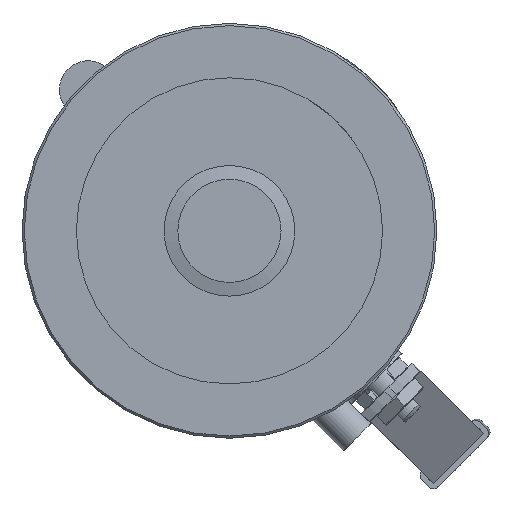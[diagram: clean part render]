
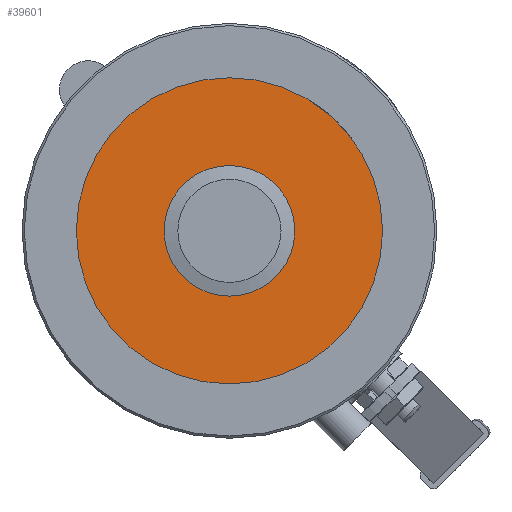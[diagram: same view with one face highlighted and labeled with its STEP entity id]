
A CAD part, front view. The second image highlights one B-rep face of the part: STEP entity #39601.
In plain terms, the highlighted planar face has unit normal (0, -1, 0).
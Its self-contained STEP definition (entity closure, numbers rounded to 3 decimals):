
#339 = CARTESIAN_POINT ( 'NONE',  ( 0., 23.016, 0. ) ) ;
#12668 = DIRECTION ( 'NONE',  ( 0., -1., 0. ) ) ;
#12961 = DIRECTION ( 'NONE',  ( 0., 0., -1. ) ) ;
#13075 = VERTEX_POINT ( 'NONE', #44671 ) ;
#15332 = FACE_BOUND ( 'NONE', #53811, .T. ) ;
#15479 = EDGE_CURVE ( 'NONE', #29971, #29971, #20970, .T. ) ;
#16185 = DIRECTION ( 'NONE',  ( 0., 0., -1. ) ) ;
#20970 = CIRCLE ( 'NONE', #52973, 29.45 ) ;
#21522 = AXIS2_PLACEMENT_3D ( 'NONE', #37498, #54953, #24857 ) ;
#24286 = PLANE ( 'NONE',  #27344 ) ;
#24857 = DIRECTION ( 'NONE',  ( 0., 0., 1. ) ) ;
#27344 = AXIS2_PLACEMENT_3D ( 'NONE', #38045, #55506, #16185 ) ;
#29952 = ORIENTED_EDGE ( 'NONE', *, *, #51880, .F. ) ;
#29971 = VERTEX_POINT ( 'NONE', #34527 ) ;
#34271 = ORIENTED_EDGE ( 'NONE', *, *, #15479, .F. ) ;
#34527 = CARTESIAN_POINT ( 'NONE',  ( 0., 23.016, -29.45 ) ) ;
#37498 = CARTESIAN_POINT ( 'NONE',  ( 0., 23.016, 0. ) ) ;
#38045 = CARTESIAN_POINT ( 'NONE',  ( -69., 23.016, 0. ) ) ;
#39601 = ADVANCED_FACE ( 'NONE', ( #15332, #51187 ), #24286, .T. ) ;
#44671 = CARTESIAN_POINT ( 'NONE',  ( 0., 23.016, 69. ) ) ;
#45148 = EDGE_LOOP ( 'NONE', ( #29952 ) ) ;
#46234 = CIRCLE ( 'NONE', #21522, 69. ) ;
#51187 = FACE_OUTER_BOUND ( 'NONE', #45148, .T. ) ;
#51880 = EDGE_CURVE ( 'NONE', #13075, #13075, #46234, .T. ) ;
#52973 = AXIS2_PLACEMENT_3D ( 'NONE', #339, #12668, #12961 ) ;
#53811 = EDGE_LOOP ( 'NONE', ( #34271 ) ) ;
#54953 = DIRECTION ( 'NONE',  ( 0., 1., 0. ) ) ;
#55506 = DIRECTION ( 'NONE',  ( 0., -1., 0. ) ) ;
